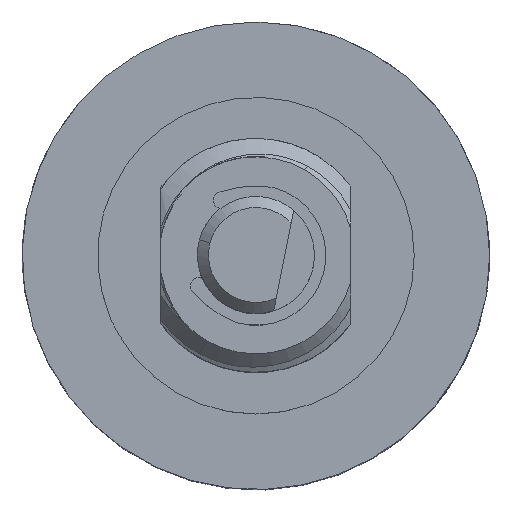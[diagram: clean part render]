
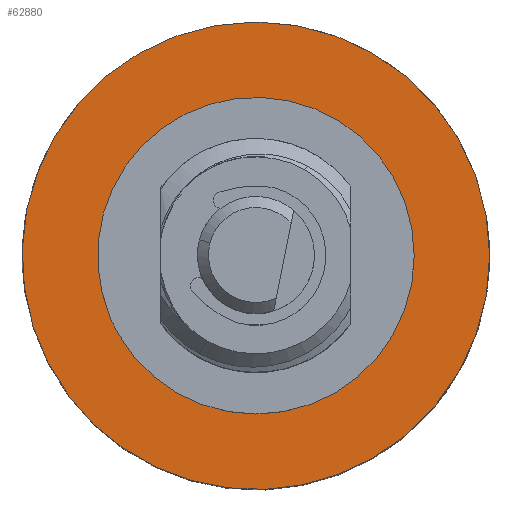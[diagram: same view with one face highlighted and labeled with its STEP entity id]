
A CAD part, top view. The second image highlights one B-rep face of the part: STEP entity #62880.
In plain terms, the highlighted face is planar.
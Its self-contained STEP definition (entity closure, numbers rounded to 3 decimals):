
#62300=CARTESIAN_POINT('',(7.05,-3.041,
3.041));
#62310=VERTEX_POINT('',#62300);
#62400=CARTESIAN_POINT('',(7.05,3.041,
-3.041));
#62410=VERTEX_POINT('',#62400);
#62440=CARTESIAN_POINT('',(7.05,0.,
0.));
#62450=DIRECTION('',(-1.,0.,0.));
#62460=DIRECTION('',(0.,0.707,
-0.707));
#62470=AXIS2_PLACEMENT_3D('',#62440,#62450,#62460);
#62480=CIRCLE('',#62470,4.3);
#62490=CARTESIAN_POINT('',(7.05,3.379,
-2.66));
#62500=VERTEX_POINT('',#62490);
#62510=EDGE_CURVE('',#62500,#62410,#62480,.T.);
#62530=EDGE_CURVE('',#62310,#62500,#62480,.T.);
#62580=CARTESIAN_POINT('',(7.05,3.579,
3.308));
#62590=DIRECTION('',(-1.,0.,0.));
#62600=DIRECTION('',(0.,0.707,
0.707));
#62610=AXIS2_PLACEMENT_3D('',#62580,#62590,#62600);
#62620=PLANE('',#62610);
#62630=CARTESIAN_POINT('',(7.05,0.,
0.));
#62640=DIRECTION('',(-1.,0.,0.));
#62650=DIRECTION('',(0.,0.707,
-0.707));
#62660=AXIS2_PLACEMENT_3D('',#62630,#62640,#62650);
#62670=CIRCLE('',#62660,6.35);
#62680=CARTESIAN_POINT('',(7.05,-4.49,
-4.49));
#62690=VERTEX_POINT('',#62680);
#62700=CARTESIAN_POINT('',(7.05,4.49,
4.49));
#62710=VERTEX_POINT('',#62700);
#62720=EDGE_CURVE('',#62690,#62710,#62670,.T.);
#62730=ORIENTED_EDGE('',*,*,#62720,.T.);
#62740=CARTESIAN_POINT('',(7.05,3.92,
-4.995));
#62750=VERTEX_POINT('',#62740);
#62760=EDGE_CURVE('',#62750,#62690,#62670,.T.);
#62770=ORIENTED_EDGE('',*,*,#62760,.T.);
#62780=EDGE_CURVE('',#62710,#62750,#62670,.T.);
#62790=ORIENTED_EDGE('',*,*,#62780,.T.);
#62800=EDGE_LOOP('',(#62790,#62770,#62730));
#62810=FACE_OUTER_BOUND('',#62800,.T.);
#62820=ORIENTED_EDGE('',*,*,#62510,.F.);
#62830=EDGE_CURVE('',#62410,#62310,#62480,.T.);
#62840=ORIENTED_EDGE('',*,*,#62830,.F.);
#62850=ORIENTED_EDGE('',*,*,#62530,.F.);
#62860=EDGE_LOOP('',(#62850,#62840,#62820));
#62870=FACE_BOUND('',#62860,.T.);
#62880=ADVANCED_FACE('',(#62810,#62870),#62620,.T.);
